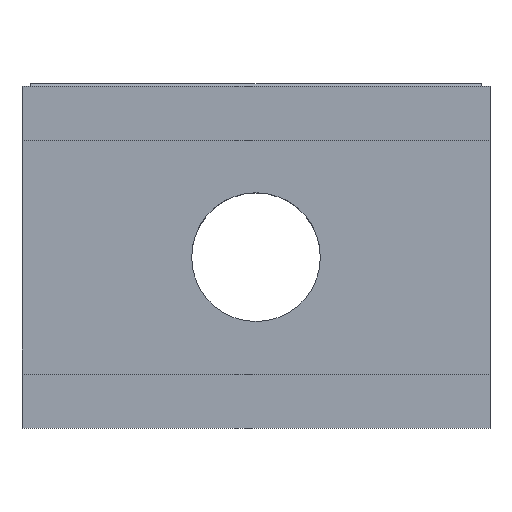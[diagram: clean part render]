
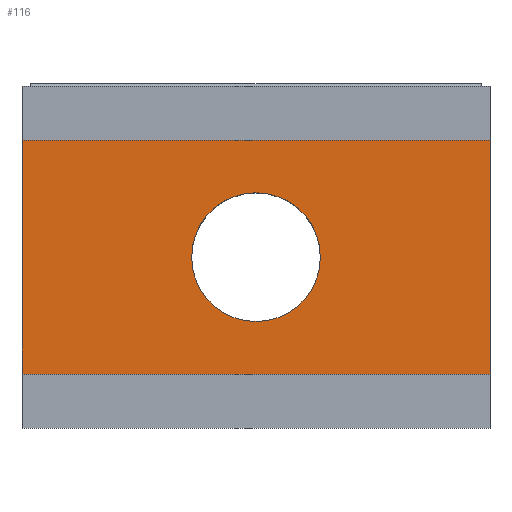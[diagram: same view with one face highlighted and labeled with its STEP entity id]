
A CAD part, top view. The second image highlights one B-rep face of the part: STEP entity #116.
In plain terms, the highlighted planar face has unit normal (0, 0, 1).
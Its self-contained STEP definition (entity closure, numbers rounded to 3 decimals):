
#116=ADVANCED_FACE('',(#262,#263),#264,.T.);
#262=FACE_OUTER_BOUND('',#437,.T.);
#263=FACE_BOUND('',#438,.T.);
#264=PLANE('',#439);
#437=EDGE_LOOP('',(#704,#705,#706,#707));
#438=EDGE_LOOP('',(#708,#709));
#439=AXIS2_PLACEMENT_3D('',#710,#711,#712);
#704=ORIENTED_EDGE('',*,*,#1172,.T.);
#705=ORIENTED_EDGE('',*,*,#1173,.F.);
#706=ORIENTED_EDGE('',*,*,#1174,.T.);
#707=ORIENTED_EDGE('',*,*,#1169,.T.);
#708=ORIENTED_EDGE('',*,*,#1134,.T.);
#709=ORIENTED_EDGE('',*,*,#1148,.T.);
#710=CARTESIAN_POINT('',(-8.0,-4.0,1.));
#711=DIRECTION('',(0.0,0.0,1.0));
#712=DIRECTION('',(1.0,-0.0,0.0));
#1134=EDGE_CURVE('',#1380,#1384,#1386,.T.);
#1148=EDGE_CURVE('',#1384,#1380,#1409,.T.);
#1169=EDGE_CURVE('',#1441,#1439,#1442,.T.);
#1172=EDGE_CURVE('',#1439,#1445,#1446,.T.);
#1173=EDGE_CURVE('',#1447,#1445,#1448,.T.);
#1174=EDGE_CURVE('',#1447,#1441,#1449,.T.);
#1380=VERTEX_POINT('',#1777);
#1384=VERTEX_POINT('',#1782);
#1386=CIRCLE('',#1785,2.2);
#1409=CIRCLE('',#1817,2.2);
#1439=VERTEX_POINT('',#1860);
#1441=VERTEX_POINT('',#1863);
#1442=LINE('',#1864,#1865);
#1445=VERTEX_POINT('',#1869);
#1446=LINE('',#1870,#1871);
#1447=VERTEX_POINT('',#1872);
#1448=LINE('',#1873,#1874);
#1449=LINE('',#1875,#1876);
#1777=CARTESIAN_POINT('',(2.2,0.0,1.0));
#1782=CARTESIAN_POINT('',(-2.2,0.,1.));
#1785=AXIS2_PLACEMENT_3D('',#2184,#2185,#2186);
#1817=AXIS2_PLACEMENT_3D('',#2199,#2200,#2201);
#1860=CARTESIAN_POINT('',(8.0,-4.0,1.0));
#1863=CARTESIAN_POINT('',(-8.0,-4.0,1.));
#1864=CARTESIAN_POINT('',(-8.0,-4.0,1.));
#1865=VECTOR('',#2219,16.0);
#1869=CARTESIAN_POINT('',(8.0,4.0,1.0));
#1870=CARTESIAN_POINT('',(8.0,-4.0,1.0));
#1871=VECTOR('',#2221,8.0);
#1872=CARTESIAN_POINT('',(-8.0,4.0,1.));
#1873=CARTESIAN_POINT('',(-8.0,4.0,1.));
#1874=VECTOR('',#2222,16.0);
#1875=CARTESIAN_POINT('',(-8.0,4.0,1.));
#1876=VECTOR('',#2223,8.0);
#2184=CARTESIAN_POINT('',(0.0,0.0,1.));
#2185=DIRECTION('',(0.0,0.0,-1.0));
#2186=DIRECTION('',(1.0,0.0,0.0));
#2199=CARTESIAN_POINT('',(0.0,0.0,1.));
#2200=DIRECTION('',(0.0,0.0,-1.0));
#2201=DIRECTION('',(1.0,0.0,0.0));
#2219=DIRECTION('',(1.0,0.0,0.0));
#2221=DIRECTION('',(0.0,1.0,0.0));
#2222=DIRECTION('',(1.0,0.0,0.0));
#2223=DIRECTION('',(0.0,-1.0,0.0));
